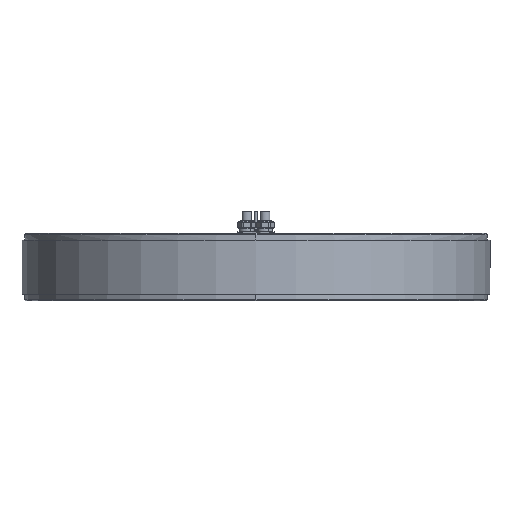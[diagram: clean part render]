
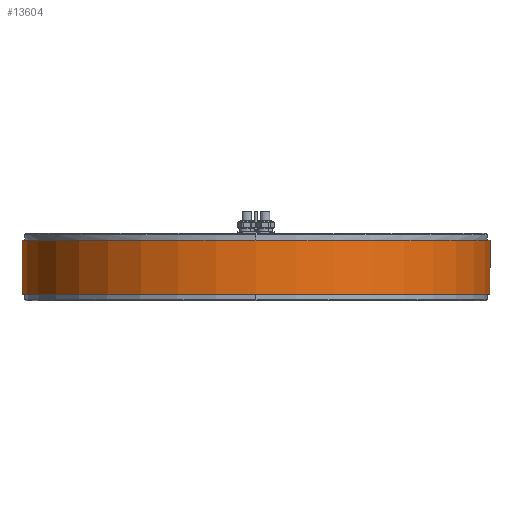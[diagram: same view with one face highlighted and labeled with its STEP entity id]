
A CAD part, front view. The second image highlights one B-rep face of the part: STEP entity #13604.
In plain terms, the highlighted cylindrical face has radius 521 mm (diameter 1042 mm), a partial arc.
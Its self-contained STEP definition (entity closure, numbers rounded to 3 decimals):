
#1765=CARTESIAN_POINT('',(0.,0.,-14.6));
#1766=DIRECTION('',(0.,0.,1.));
#1767=DIRECTION('',(-0.066,0.998,0.));
#1768=AXIS2_PLACEMENT_3D('',#1765,#1766,#1767);
#1770=DIRECTION('',(0.,0.,1.));
#1771=VECTOR('',#1770,120.8);
#1772=CARTESIAN_POINT('',(34.5,519.856,-135.4));
#1773=LINE('',#1772,#1771);
#1774=CARTESIAN_POINT('',(0.,0.,-135.4));
#1775=DIRECTION('',(0.,0.,-1.));
#1776=DIRECTION('',(0.066,0.998,0.));
#1777=AXIS2_PLACEMENT_3D('',#1774,#1775,#1776);
#1779=DIRECTION('',(0.,0.,1.));
#1780=VECTOR('',#1779,120.8);
#1781=CARTESIAN_POINT('',(-34.5,519.856,-135.4));
#1782=LINE('',#1781,#1780);
#9044=CARTESIAN_POINT('',(-34.5,519.856,-135.4));
#9045=CARTESIAN_POINT('',(34.5,519.856,-135.4));
#9046=VERTEX_POINT('',#9044);
#9047=VERTEX_POINT('',#9045);
#9048=CARTESIAN_POINT('',(-34.5,519.856,-14.6));
#9049=CARTESIAN_POINT('',(34.5,519.856,-14.6));
#9050=VERTEX_POINT('',#9048);
#9051=VERTEX_POINT('',#9049);
#13592=CARTESIAN_POINT('',(0.,0.,-8.56));
#13593=DIRECTION('',(0.,0.,-1.));
#13594=DIRECTION('',(1.,0.,0.));
#13595=AXIS2_PLACEMENT_3D('',#13592,#13593,#13594);
#13596=CYLINDRICAL_SURFACE('',#13595,521.);
#13598=ORIENTED_EDGE('',*,*,#13597,.T.);
#13599=ORIENTED_EDGE('',*,*,#13573,.F.);
#13600=ORIENTED_EDGE('',*,*,#13558,.T.);
#13601=ORIENTED_EDGE('',*,*,#13577,.T.);
#13602=EDGE_LOOP('',(#13598,#13599,#13600,#13601));
#13603=FACE_OUTER_BOUND('',#13602,.F.);
#13604=ADVANCED_FACE('',(#13603),#13596,.T.);
#1769=CIRCLE('',#1768,521.);
#1778=CIRCLE('',#1777,521.);
#13558=EDGE_CURVE('',#9047,#9046,#1778,.T.);
#13573=EDGE_CURVE('',#9047,#9051,#1773,.T.);
#13577=EDGE_CURVE('',#9046,#9050,#1782,.T.);
#13597=EDGE_CURVE('',#9050,#9051,#1769,.T.);
